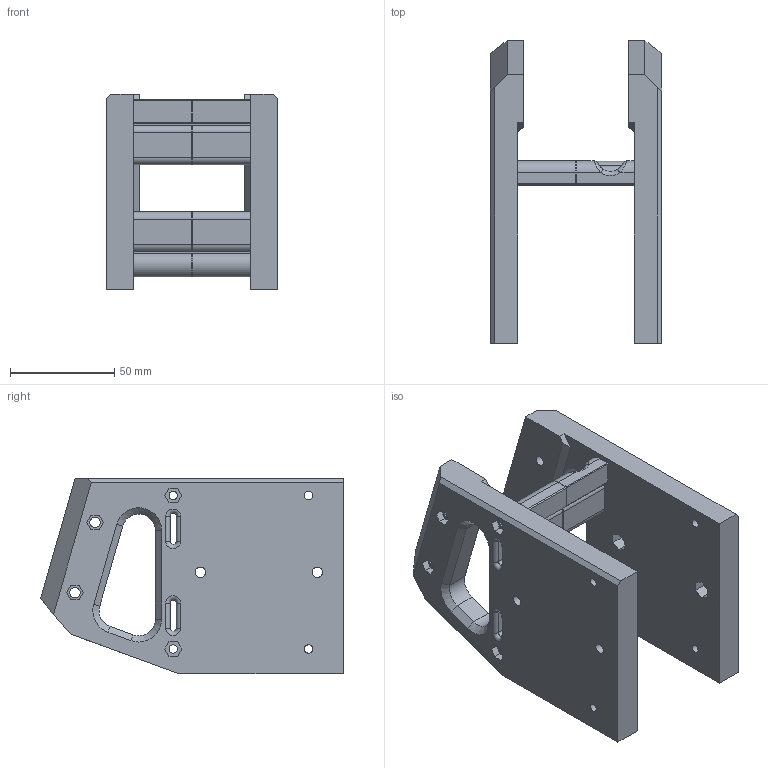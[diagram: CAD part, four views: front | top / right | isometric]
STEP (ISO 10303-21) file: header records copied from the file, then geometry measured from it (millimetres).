
FILE_DESCRIPTION(/* description */ (''),/* implementation_level */ '2;1');
FILE_NAME(/* name */ 'MT_holder_16_LR v5.step',/* time_stamp */ '2024-07-03T11:18:38+02:00',/* author */ (''),/* organization */ (''),/* preprocessor_version */ 'ST-DEVELOPER v20',/* originating_system */ 'Autodesk Translation Framework v13.14.0.145',/* authorisation */ '');
FILE_SCHEMA (('AUTOMOTIVE_DESIGN { 1 0 10303 214 3 1 1 }'));
Length unit declared in the file: millimetre
Products named in the file (1): MT_holder_16_LR
Bounding box: 82 x 145.06 x 93.54 mm (x, y, z)
Volume: 304395.8 mm3; surface area: 77318.9 mm2
Topology: 2 solids, 2 shells, 206 faces, 543 edges, 352 vertices
Faces by surface type: plane 133, cylinder 56, torus 9, cone 6, bspline 2
Full cylindrical faces by diameter (mm): 4 x8, 5 x8
Entity records: 6795 total; most frequent: CARTESIAN_POINT 1474, ORIENTED_EDGE 1086, DIRECTION 1072, EDGE_CURVE 543, LINE 408, VECTOR 408, VERTEX_POINT 352, AXIS2_PLACEMENT_3D 332
